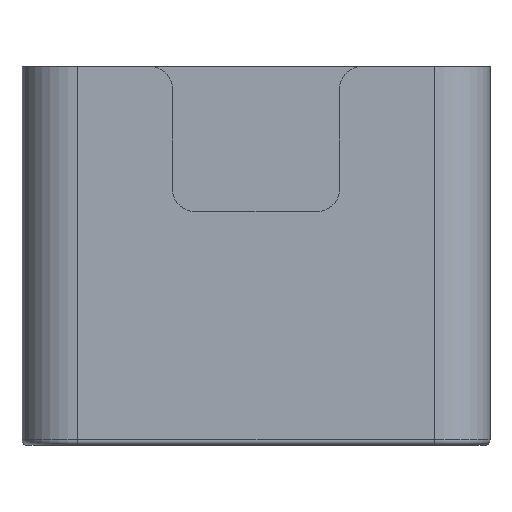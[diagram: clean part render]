
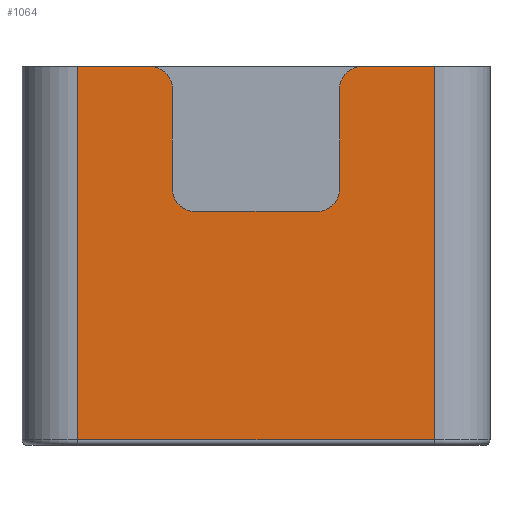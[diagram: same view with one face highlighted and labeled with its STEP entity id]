
A CAD part, left-side view. The second image highlights one B-rep face of the part: STEP entity #1064.
In plain terms, the highlighted planar face has unit normal (-1, 0, 0).
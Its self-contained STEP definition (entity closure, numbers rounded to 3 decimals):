
#67 = ORIENTED_EDGE ( 'NONE', *, *, #1354, .F. ) ;
#128 = LINE ( 'NONE', #4621, #4260 ) ;
#150 = EDGE_CURVE ( 'NONE', #797, #393, #2020, .T. ) ;
#359 = DIRECTION ( 'NONE',  ( 0., 0., 1. ) ) ;
#393 = VERTEX_POINT ( 'NONE', #3535 ) ;
#423 = PLANE ( 'NONE',  #4554 ) ;
#782 = VECTOR ( 'NONE', #3776, 1000. ) ;
#797 = VERTEX_POINT ( 'NONE', #4393 ) ;
#866 = CARTESIAN_POINT ( 'NONE',  ( -21., -16., 5. ) ) ;
#972 = CARTESIAN_POINT ( 'NONE',  ( -21., 21., 0. ) ) ;
#995 = EDGE_CURVE ( 'NONE', #5226, #1579, #6214, .T. ) ;
#1064 = ADVANCED_FACE ( 'NONE', ( #1743 ), #423, .T. ) ;
#1110 = VERTEX_POINT ( 'NONE', #5352 ) ;
#1195 = CARTESIAN_POINT ( 'NONE',  ( -21., 7.5, 23. ) ) ;
#1337 = CARTESIAN_POINT ( 'NONE',  ( -21., -5.5, 21. ) ) ;
#1354 = EDGE_CURVE ( 'NONE', #797, #3920, #6040, .T. ) ;
#1451 = VERTEX_POINT ( 'NONE', #6556 ) ;
#1504 = DIRECTION ( 'NONE',  ( -1., 0., 0. ) ) ;
#1579 = VERTEX_POINT ( 'NONE', #5585 ) ;
#1643 = AXIS2_PLACEMENT_3D ( 'NONE', #5584, #2348, #6114 ) ;
#1672 = VERTEX_POINT ( 'NONE', #1337 ) ;
#1687 = DIRECTION ( 'NONE',  ( 1., 0., 0. ) ) ;
#1743 = FACE_OUTER_BOUND ( 'NONE', #3671, .T. ) ;
#1763 = CARTESIAN_POINT ( 'NONE',  ( -21., 16., 34. ) ) ;
#1817 = EDGE_CURVE ( 'NONE', #5226, #2836, #3530, .T. ) ;
#1822 = CARTESIAN_POINT ( 'NONE',  ( -21., 16., 34. ) ) ;
#2010 = VERTEX_POINT ( 'NONE', #3123 ) ;
#2020 = CIRCLE ( 'NONE', #4708, 2. ) ;
#2021 = VECTOR ( 'NONE', #5203, 1000. ) ;
#2226 = LINE ( 'NONE', #4861, #782 ) ;
#2348 = DIRECTION ( 'NONE',  ( 1., 0., 0. ) ) ;
#2412 = VECTOR ( 'NONE', #6648, 1000. ) ;
#2537 = VERTEX_POINT ( 'NONE', #5179 ) ;
#2718 = CARTESIAN_POINT ( 'NONE',  ( -21., -7.5, 32. ) ) ;
#2719 = CARTESIAN_POINT ( 'NONE',  ( -21., 7.5, 34. ) ) ;
#2836 = VERTEX_POINT ( 'NONE', #2718 ) ;
#2866 = DIRECTION ( 'NONE',  ( 0., -1., 0. ) ) ;
#2875 = EDGE_CURVE ( 'NONE', #2537, #1672, #5140, .T. ) ;
#2966 = EDGE_CURVE ( 'NONE', #1451, #3920, #3172, .T. ) ;
#2989 = VERTEX_POINT ( 'NONE', #1822 ) ;
#3123 = CARTESIAN_POINT ( 'NONE',  ( -21., 16., 0.5 ) ) ;
#3172 = CIRCLE ( 'NONE', #1643, 2. ) ;
#3197 = CARTESIAN_POINT ( 'NONE',  ( -21., -9.5, 32. ) ) ;
#3226 = ORIENTED_EDGE ( 'NONE', *, *, #150, .T. ) ;
#3366 = VECTOR ( 'NONE', #6679, 1000. ) ;
#3408 = ORIENTED_EDGE ( 'NONE', *, *, #4741, .T. ) ;
#3442 = CARTESIAN_POINT ( 'NONE',  ( -21., -16., 0.5 ) ) ;
#3474 = EDGE_CURVE ( 'NONE', #1451, #1672, #128, .T. ) ;
#3501 = LINE ( 'NONE', #866, #2021 ) ;
#3519 = DIRECTION ( 'NONE',  ( 0., 0., 1. ) ) ;
#3530 = CIRCLE ( 'NONE', #4509, 2. ) ;
#3535 = CARTESIAN_POINT ( 'NONE',  ( -21., 9.5, 34. ) ) ;
#3568 = ORIENTED_EDGE ( 'NONE', *, *, #1817, .T. ) ;
#3613 = LINE ( 'NONE', #5674, #6288 ) ;
#3619 = DIRECTION ( 'NONE',  ( -1., 0., 0. ) ) ;
#3663 = ORIENTED_EDGE ( 'NONE', *, *, #995, .F. ) ;
#3671 = EDGE_LOOP ( 'NONE', ( #3663, #3568, #4653, #3726, #4349, #3820, #67, #3226, #4603, #4799, #3408, #4707 ) ) ;
#3726 = ORIENTED_EDGE ( 'NONE', *, *, #2875, .T. ) ;
#3751 = DIRECTION ( 'NONE',  ( 0., 0., 1. ) ) ;
#3776 = DIRECTION ( 'NONE',  ( 0., 0., -1. ) ) ;
#3820 = ORIENTED_EDGE ( 'NONE', *, *, #2966, .T. ) ;
#3846 = LINE ( 'NONE', #3442, #2412 ) ;
#3920 = VERTEX_POINT ( 'NONE', #1195 ) ;
#3945 = EDGE_CURVE ( 'NONE', #2989, #393, #4853, .T. ) ;
#4164 = CARTESIAN_POINT ( 'NONE',  ( -21., -9.5, 34. ) ) ;
#4260 = VECTOR ( 'NONE', #5170, 1000. ) ;
#4318 = AXIS2_PLACEMENT_3D ( 'NONE', #4944, #1687, #5489 ) ;
#4341 = DIRECTION ( 'NONE',  ( 0., 0., -1. ) ) ;
#4349 = ORIENTED_EDGE ( 'NONE', *, *, #3474, .F. ) ;
#4393 = CARTESIAN_POINT ( 'NONE',  ( -21., 7.5, 32. ) ) ;
#4509 = AXIS2_PLACEMENT_3D ( 'NONE', #3197, #6965, #3751 ) ;
#4539 = EDGE_CURVE ( 'NONE', #2989, #2010, #2226, .T. ) ;
#4554 = AXIS2_PLACEMENT_3D ( 'NONE', #972, #1504, #5306 ) ;
#4603 = ORIENTED_EDGE ( 'NONE', *, *, #3945, .F. ) ;
#4611 = VECTOR ( 'NONE', #4341, 1000. ) ;
#4621 = CARTESIAN_POINT ( 'NONE',  ( -21., 7.5, 21. ) ) ;
#4653 = ORIENTED_EDGE ( 'NONE', *, *, #6747, .F. ) ;
#4707 = ORIENTED_EDGE ( 'NONE', *, *, #5909, .F. ) ;
#4708 = AXIS2_PLACEMENT_3D ( 'NONE', #6825, #3619, #359 ) ;
#4741 = EDGE_CURVE ( 'NONE', #2010, #1110, #3846, .T. ) ;
#4799 = ORIENTED_EDGE ( 'NONE', *, *, #4539, .T. ) ;
#4853 = LINE ( 'NONE', #1763, #6123 ) ;
#4861 = CARTESIAN_POINT ( 'NONE',  ( -21., 16., 5. ) ) ;
#4944 = CARTESIAN_POINT ( 'NONE',  ( -21., -5.5, 23. ) ) ;
#5140 = CIRCLE ( 'NONE', #4318, 2. ) ;
#5170 = DIRECTION ( 'NONE',  ( 0., -1., 0. ) ) ;
#5179 = CARTESIAN_POINT ( 'NONE',  ( -21., -7.5, 23. ) ) ;
#5203 = DIRECTION ( 'NONE',  ( 0., 0., -1. ) ) ;
#5226 = VERTEX_POINT ( 'NONE', #4164 ) ;
#5306 = DIRECTION ( 'NONE',  ( 0., 1., 0. ) ) ;
#5352 = CARTESIAN_POINT ( 'NONE',  ( -21., -16., 0.5 ) ) ;
#5489 = DIRECTION ( 'NONE',  ( 0., 0., 1. ) ) ;
#5584 = CARTESIAN_POINT ( 'NONE',  ( -21., 5.5, 23. ) ) ;
#5585 = CARTESIAN_POINT ( 'NONE',  ( -21., -16., 34. ) ) ;
#5674 = CARTESIAN_POINT ( 'NONE',  ( -21., -7.5, 34. ) ) ;
#5909 = EDGE_CURVE ( 'NONE', #1579, #1110, #3501, .T. ) ;
#6040 = LINE ( 'NONE', #2719, #4611 ) ;
#6114 = DIRECTION ( 'NONE',  ( 0., 0., 1. ) ) ;
#6123 = VECTOR ( 'NONE', #2866, 1000. ) ;
#6214 = LINE ( 'NONE', #6707, #3366 ) ;
#6288 = VECTOR ( 'NONE', #3519, 1000. ) ;
#6556 = CARTESIAN_POINT ( 'NONE',  ( -21., 5.5, 21. ) ) ;
#6648 = DIRECTION ( 'NONE',  ( 0., -1., 0. ) ) ;
#6679 = DIRECTION ( 'NONE',  ( 0., -1., 0. ) ) ;
#6707 = CARTESIAN_POINT ( 'NONE',  ( -21., 16., 34. ) ) ;
#6747 = EDGE_CURVE ( 'NONE', #2537, #2836, #3613, .T. ) ;
#6825 = CARTESIAN_POINT ( 'NONE',  ( -21., 9.5, 32. ) ) ;
#6965 = DIRECTION ( 'NONE',  ( -1., 0., 0. ) ) ;
